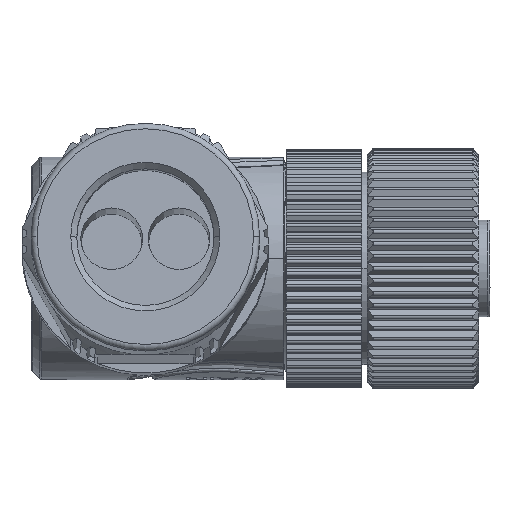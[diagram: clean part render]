
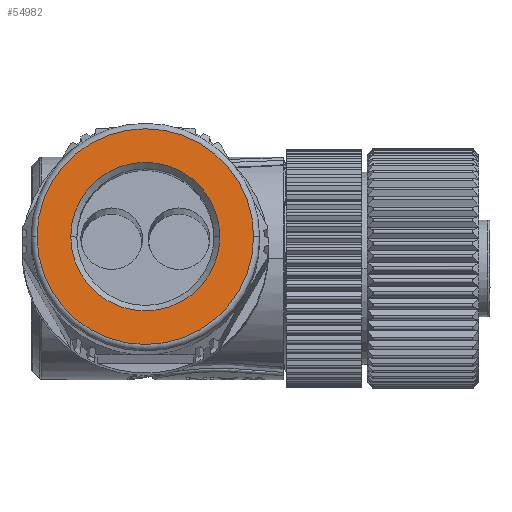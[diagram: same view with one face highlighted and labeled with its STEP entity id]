
A CAD part, left-side view. The second image highlights one B-rep face of the part: STEP entity #54982.
In plain terms, the highlighted planar face has unit normal (-0.996, 0, 0.087).
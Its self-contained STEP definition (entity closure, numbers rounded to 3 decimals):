
#17110=CARTESIAN_POINT('',(-30.185,18.45,2.641));
#17111=DIRECTION('',(-0.996,0.,0.087));
#17112=DIRECTION('',(0.,-1.,0.));
#17113=AXIS2_PLACEMENT_3D('',#17110,#17111,#17112);
#17115=CARTESIAN_POINT('',(-30.185,18.45,2.641));
#17116=DIRECTION('',(-0.996,0.,0.087));
#17117=DIRECTION('',(0.,1.,0.));
#17118=AXIS2_PLACEMENT_3D('',#17115,#17116,#17117);
#17120=CARTESIAN_POINT('',(-30.185,18.45,2.641));
#17121=DIRECTION('',(-0.996,0.,0.087));
#17122=DIRECTION('',(0.,-1.,0.));
#17123=AXIS2_PLACEMENT_3D('',#17120,#17121,#17122);
#17125=CARTESIAN_POINT('',(-30.185,18.45,2.641));
#17126=DIRECTION('',(-0.996,0.,0.087));
#17127=DIRECTION('',(0.,1.,0.));
#17128=AXIS2_PLACEMENT_3D('',#17125,#17126,#17127);
#29543=CARTESIAN_POINT('',(-30.185,9.45,2.641));
#29544=CARTESIAN_POINT('',(-30.185,27.45,2.641));
#29545=VERTEX_POINT('',#29543);
#29546=VERTEX_POINT('',#29544);
#29609=CARTESIAN_POINT('',(-30.185,12.25,2.641));
#29610=CARTESIAN_POINT('',(-30.185,24.65,2.641));
#29611=VERTEX_POINT('',#29609);
#29612=VERTEX_POINT('',#29610);
#54966=CARTESIAN_POINT('',(-30.185,18.45,2.641));
#54967=DIRECTION('',(-0.996,0.,0.087));
#54968=DIRECTION('',(0.,1.,0.));
#54969=AXIS2_PLACEMENT_3D('',#54966,#54967,#54968);
#54970=PLANE('',#54969);
#54972=ORIENTED_EDGE('',*,*,#54971,.F.);
#54973=ORIENTED_EDGE('',*,*,#54949,.F.);
#54974=EDGE_LOOP('',(#54972,#54973));
#54975=FACE_OUTER_BOUND('',#54974,.F.);
#54977=ORIENTED_EDGE('',*,*,#54976,.T.);
#54979=ORIENTED_EDGE('',*,*,#54978,.T.);
#54980=EDGE_LOOP('',(#54977,#54979));
#54981=FACE_BOUND('',#54980,.F.);
#17114=CIRCLE('',#17113,9.);
#17119=CIRCLE('',#17118,9.);
#17124=CIRCLE('',#17123,6.2);
#17129=CIRCLE('',#17128,6.2);
#54949=EDGE_CURVE('',#29546,#29545,#17119,.T.);
#54971=EDGE_CURVE('',#29545,#29546,#17114,.T.);
#54976=EDGE_CURVE('',#29611,#29612,#17124,.T.);
#54978=EDGE_CURVE('',#29612,#29611,#17129,.T.);
#54982=ADVANCED_FACE('',(#54975,#54981),#54970,.T.);
